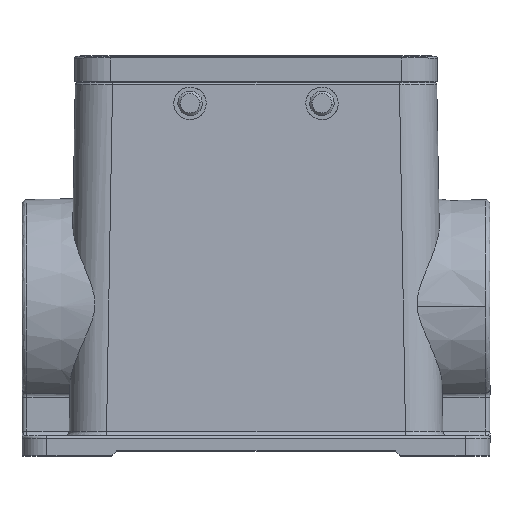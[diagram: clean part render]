
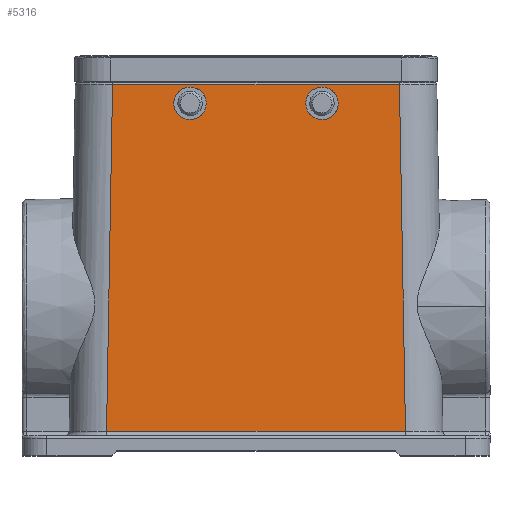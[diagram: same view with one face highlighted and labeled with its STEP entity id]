
A CAD part, top view. The second image highlights one B-rep face of the part: STEP entity #5316.
In plain terms, the highlighted planar face has unit normal (0, 0.018, 1).
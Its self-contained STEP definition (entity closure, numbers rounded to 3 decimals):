
#294 = CARTESIAN_POINT ( 'NONE',  ( 10.017, -5.864, 21.567 ) ) ;
#370 = CARTESIAN_POINT ( 'NONE',  ( 28.81, -2.491, 21.509 ) ) ;
#1664 = PLANE ( 'NONE',  #4929 ) ;
#1665 = CARTESIAN_POINT ( 'NONE',  ( -38.892, -2., 21.5 ) ) ;
#1666 = DIRECTION ( 'NONE',  ( 0., 0.017, 1. ) ) ;
#1667 = DIRECTION ( 'NONE',  ( 0., -1., 0.017 ) ) ;
#2245 = CARTESIAN_POINT ( 'NONE',  ( -10.017, -5.864, 21.567 ) ) ;
#2246 = CARTESIAN_POINT ( 'NONE',  ( -10.689, 0.601, 21.455 ) ) ;
#2247 = CARTESIAN_POINT ( 'NONE',  ( -17.154, -0.071, 21.466 ) ) ;
#2248 = CARTESIAN_POINT ( 'NONE',  ( -16.483, -6.536, 21.579 ) ) ;
#2844 = VERTEX_POINT ( 'NONE', #6358 ) ;
#3128 = VECTOR ( 'NONE', #11061, 1000. ) ;
#3664 = EDGE_CURVE ( 'NONE', #2844, #6641, #10084, .T. ) ;
#3763 = EDGE_CURVE ( 'NONE', #8843, #8817, #10079, .T. ) ;
#4114 = CARTESIAN_POINT ( 'NONE',  ( 30.023, -72.017, 22.722 ) ) ;
#4158 = CARTESIAN_POINT ( 'NONE',  ( -30.023, -72.017, 22.722 ) ) ;
#4206 = CARTESIAN_POINT ( 'NONE',  ( -16.483, -6.536, 21.579 ) ) ;
#4232 = CARTESIAN_POINT ( 'NONE',  ( -10.017, -5.864, 21.567 ) ) ;
#4556 = VERTEX_POINT ( 'NONE', #7609 ) ;
#4929 = AXIS2_PLACEMENT_3D ( 'NONE', #1665, #1666, #1667 ) ;
#4936 = FACE_BOUND ( 'NONE', #5153, .T. ) ;
#4942 = FACE_OUTER_BOUND ( 'NONE', #5920, .T. ) ;
#4955 = FACE_BOUND ( 'NONE', #5913, .T. ) ;
#5153 = EDGE_LOOP ( 'NONE', ( #5716, #5800 ) ) ;
#5212 =( BOUNDED_CURVE ( )  B_SPLINE_CURVE ( 3, ( #11017, #11018, #11019, #11020 ),
 .UNSPECIFIED., .F., .F. ) 
 B_SPLINE_CURVE_WITH_KNOTS ( ( 4, 4 ),
 ( 1.467, 4.609 ),
 .UNSPECIFIED. ) 
 CURVE ( )  GEOMETRIC_REPRESENTATION_ITEM ( )  RATIONAL_B_SPLINE_CURVE ( ( 1., 0.333, 0.333, 1. ) ) 
 REPRESENTATION_ITEM ( '' )  );
#5224 =( BOUNDED_CURVE ( )  B_SPLINE_CURVE ( 3, ( #11054, #11055, #11056, #11057 ),
 .UNSPECIFIED., .F., .F. ) 
 B_SPLINE_CURVE_WITH_KNOTS ( ( 4, 4 ),
 ( 1.674, 4.816 ),
 .UNSPECIFIED. ) 
 CURVE ( )  GEOMETRIC_REPRESENTATION_ITEM ( )  RATIONAL_B_SPLINE_CURVE ( ( 1., 0.333, 0.333, 1. ) ) 
 REPRESENTATION_ITEM ( '' )  );
#5316 = ADVANCED_FACE ( 'NONE', ( #4955, #4942, #4936 ), #1664, .T. ) ;
#5389 = EDGE_CURVE ( 'NONE', #6785, #6720, #11195, .T. ) ;
#5390 = EDGE_CURVE ( 'NONE', #4556, #6829, #11198, .T. ) ;
#5391 = EDGE_CURVE ( 'NONE', #6829, #6785, #11201, .T. ) ;
#5422 = EDGE_CURVE ( 'NONE', #6641, #2844, #5212, .T. ) ;
#5434 = EDGE_CURVE ( 'NONE', #8817, #8843, #5224, .T. ) ;
#5435 = EDGE_CURVE ( 'NONE', #6720, #4556, #11059, .T. ) ;
#5579 = ORIENTED_EDGE ( 'NONE', *, *, #5435, .T. ) ;
#5616 = ORIENTED_EDGE ( 'NONE', *, *, #5390, .T. ) ;
#5621 = ORIENTED_EDGE ( 'NONE', *, *, #3763, .F. ) ;
#5711 = ORIENTED_EDGE ( 'NONE', *, *, #5434, .F. ) ;
#5716 = ORIENTED_EDGE ( 'NONE', *, *, #5422, .F. ) ;
#5724 = ORIENTED_EDGE ( 'NONE', *, *, #5389, .T. ) ;
#5793 = ORIENTED_EDGE ( 'NONE', *, *, #5391, .T. ) ;
#5800 = ORIENTED_EDGE ( 'NONE', *, *, #3664, .F. ) ;
#5913 = EDGE_LOOP ( 'NONE', ( #5711, #5621 ) ) ;
#5920 = EDGE_LOOP ( 'NONE', ( #5724, #5579, #5616, #5793 ) ) ;
#6358 = CARTESIAN_POINT ( 'NONE',  ( 16.483, -6.536, 21.579 ) ) ;
#6568 = VECTOR ( 'NONE', #11197, 1000. ) ;
#6576 = VECTOR ( 'NONE', #11203, 1000. ) ;
#6592 = VECTOR ( 'NONE', #11200, 1000. ) ;
#6641 = VERTEX_POINT ( 'NONE', #294 ) ;
#6720 = VERTEX_POINT ( 'NONE', #370 ) ;
#6785 = VERTEX_POINT ( 'NONE', #4114 ) ;
#6829 = VERTEX_POINT ( 'NONE', #4158 ) ;
#7609 = CARTESIAN_POINT ( 'NONE',  ( -28.809, -2.491, 21.509 ) ) ;
#8817 = VERTEX_POINT ( 'NONE', #4206 ) ;
#8843 = VERTEX_POINT ( 'NONE', #4232 ) ;
#9234 = CARTESIAN_POINT ( 'NONE',  ( 16.483, -6.536, 21.579 ) ) ;
#9235 = CARTESIAN_POINT ( 'NONE',  ( 17.154, -0.071, 21.466 ) ) ;
#9236 = CARTESIAN_POINT ( 'NONE',  ( 10.689, 0.601, 21.455 ) ) ;
#9237 = CARTESIAN_POINT ( 'NONE',  ( 10.017, -5.864, 21.567 ) ) ;
#10079 =( BOUNDED_CURVE ( )  B_SPLINE_CURVE ( 3, ( #2245, #2246, #2247, #2248 ),
 .UNSPECIFIED., .F., .F. ) 
 B_SPLINE_CURVE_WITH_KNOTS ( ( 4, 4 ),
 ( 4.816, 7.958 ),
 .UNSPECIFIED. ) 
 CURVE ( )  GEOMETRIC_REPRESENTATION_ITEM ( )  RATIONAL_B_SPLINE_CURVE ( ( 1., 0.333, 0.333, 1. ) ) 
 REPRESENTATION_ITEM ( '' )  );
#10084 =( BOUNDED_CURVE ( )  B_SPLINE_CURVE ( 3, ( #9234, #9235, #9236, #9237 ),
 .UNSPECIFIED., .F., .F. ) 
 B_SPLINE_CURVE_WITH_KNOTS ( ( 4, 4 ),
 ( 4.609, 7.75 ),
 .UNSPECIFIED. ) 
 CURVE ( )  GEOMETRIC_REPRESENTATION_ITEM ( )  RATIONAL_B_SPLINE_CURVE ( ( 1., 0.333, 0.333, 1. ) ) 
 REPRESENTATION_ITEM ( '' )  );
#11017 = CARTESIAN_POINT ( 'NONE',  ( 10.017, -5.864, 21.567 ) ) ;
#11018 = CARTESIAN_POINT ( 'NONE',  ( 9.346, -12.329, 21.68 ) ) ;
#11019 = CARTESIAN_POINT ( 'NONE',  ( 15.811, -13.001, 21.692 ) ) ;
#11020 = CARTESIAN_POINT ( 'NONE',  ( 16.483, -6.536, 21.579 ) ) ;
#11054 = CARTESIAN_POINT ( 'NONE',  ( -16.483, -6.536, 21.579 ) ) ;
#11055 = CARTESIAN_POINT ( 'NONE',  ( -15.811, -13.001, 21.692 ) ) ;
#11056 = CARTESIAN_POINT ( 'NONE',  ( -9.346, -12.329, 21.68 ) ) ;
#11057 = CARTESIAN_POINT ( 'NONE',  ( -10.017, -5.864, 21.567 ) ) ;
#11059 = LINE ( 'NONE', #11060, #3128 ) ;
#11060 = CARTESIAN_POINT ( 'NONE',  ( -38.892, -2.491, 21.509 ) ) ;
#11061 = DIRECTION ( 'NONE',  ( -1., 0., 0. ) ) ;
#11195 = LINE ( 'NONE', #11196, #6568 ) ;
#11196 = CARTESIAN_POINT ( 'NONE',  ( 30.023, -72.017, 22.722 ) ) ;
#11197 = DIRECTION ( 'NONE',  ( -0.017, 1., -0.017 ) ) ;
#11198 = LINE ( 'NONE', #11199, #6592 ) ;
#11199 = CARTESIAN_POINT ( 'NONE',  ( -28.809, -2.491, 21.509 ) ) ;
#11200 = DIRECTION ( 'NONE',  ( -0.017, -1., 0.017 ) ) ;
#11201 = LINE ( 'NONE', #11202, #6576 ) ;
#11202 = CARTESIAN_POINT ( 'NONE',  ( -38.892, -72.017, 22.722 ) ) ;
#11203 = DIRECTION ( 'NONE',  ( 1., 0., 0. ) ) ;
